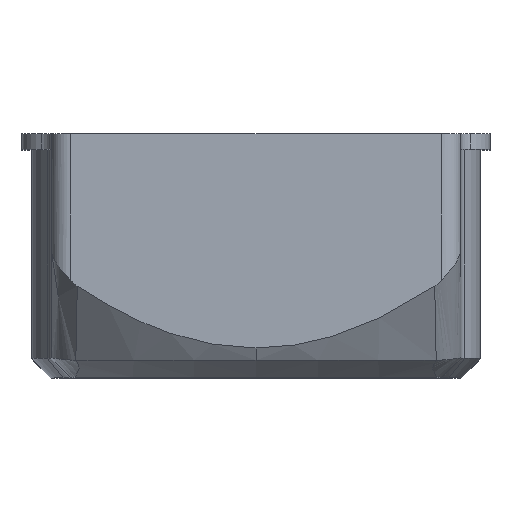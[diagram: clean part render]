
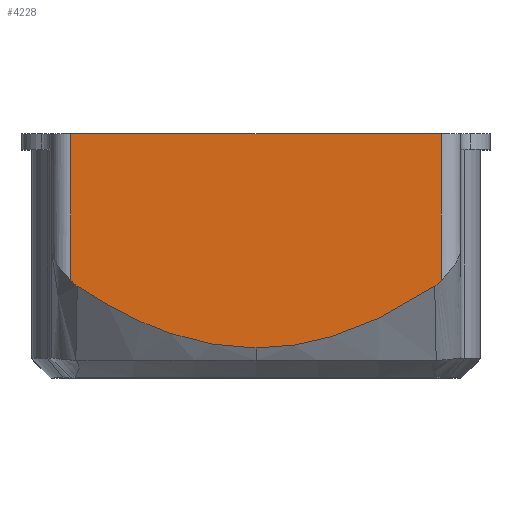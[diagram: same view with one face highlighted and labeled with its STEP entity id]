
A CAD part, top view. The second image highlights one B-rep face of the part: STEP entity #4228.
In plain terms, the highlighted planar face has unit normal (0, 0, 1).
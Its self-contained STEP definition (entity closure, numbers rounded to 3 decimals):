
#979=CARTESIAN_POINT('',(-9.5,-6.189,64.372));
#980=VERTEX_POINT('',#979);
#988=CARTESIAN_POINT('',(9.5,-6.189,64.372));
#989=VERTEX_POINT('',#988);
#990=CARTESIAN_POINT('',(9.5,-6.189,64.372));
#991=DIRECTION('',(-1.,-0.,0.));
#992=VECTOR('',#991,19.);
#993=LINE('',#990,#992);
#994=EDGE_CURVE('',#989,#980,#993,.T.);
#3103=CARTESIAN_POINT('',(0.,-17.187,64.372));
#3104=VERTEX_POINT('',#3103);
#3112=CARTESIAN_POINT('',(9.167,-14.012,64.372));
#3113=VERTEX_POINT('',#3112);
#3121=CARTESIAN_POINT('',(9.167,-14.012,64.372));
#3122=CARTESIAN_POINT('',(8.481,-14.468,64.372));
#3123=CARTESIAN_POINT('',(7.779,-14.892,64.372));
#3124=CARTESIAN_POINT('',(7.057,-15.274,64.372));
#3125=CARTESIAN_POINT('',(6.335,-15.656,64.372));
#3126=CARTESIAN_POINT('',(5.592,-15.996,64.372));
#3127=CARTESIAN_POINT('',(4.823,-16.282,64.372));
#3128=CARTESIAN_POINT('',(4.439,-16.424,64.372));
#3129=CARTESIAN_POINT('',(4.047,-16.553,64.372));
#3130=CARTESIAN_POINT('',(3.649,-16.666,64.372));
#3131=CARTESIAN_POINT('',(3.251,-16.779,64.372));
#3132=CARTESIAN_POINT('',(2.851,-16.874,64.372));
#3133=CARTESIAN_POINT('',(2.447,-16.952,64.372));
#3134=CARTESIAN_POINT('',(1.641,-17.106,64.372));
#3135=CARTESIAN_POINT('',(0.824,-17.187,64.372));
#3136=CARTESIAN_POINT('',(-0.005,-17.187,64.372));
#3137=CARTESIAN_POINT('',(-1.663,-17.186,64.372));
#3138=CARTESIAN_POINT('',(-3.257,-16.86,64.372));
#3139=CARTESIAN_POINT('',(-4.802,-16.289,64.372));
#3140=CARTESIAN_POINT('',(-5.189,-16.146,64.372));
#3141=CARTESIAN_POINT('',(-5.571,-15.989,64.372));
#3142=CARTESIAN_POINT('',(-5.946,-15.819,64.372));
#3143=CARTESIAN_POINT('',(-6.32,-15.65,64.372));
#3144=CARTESIAN_POINT('',(-6.688,-15.469,64.372));
#3145=CARTESIAN_POINT('',(-7.051,-15.277,64.372));
#3146=CARTESIAN_POINT('',(-7.776,-14.894,64.372));
#3147=CARTESIAN_POINT('',(-8.48,-14.469,64.372));
#3148=CARTESIAN_POINT('',(-9.166,-14.012,64.372));
#3149=B_SPLINE_CURVE_WITH_KNOTS('',3,(#3121,#3122,#3123,#3124,#3125,#3126,#3127,#3128,#3129,#3130,#3131,#3132,#3133,#3134,#3135,#3136,#3137,#3138,#3139,#3140,#3141,#3142,#3143,#3144,#3145,#3146,
#3147,#3148),.UNSPECIFIED.,.F.,.F.,(4,3,3,3,3,3,3,3,3,4),(0.,0.002,0.005,0.006,0.007,0.01,0.015,0.016,0.017,0.02),.UNSPECIFIED.);
#3150=EDGE_CURVE('',#3113,#3104,#3149,.T.);
#3490=CARTESIAN_POINT('',(-9.5,-13.721,64.372));
#3491=VERTEX_POINT('',#3490);
#3492=CARTESIAN_POINT('',(-9.166,-14.012,64.372));
#3493=VERTEX_POINT('',#3492);
#3494=CARTESIAN_POINT('',(-9.501,-13.723,64.372));
#3495=CARTESIAN_POINT('',(-9.451,-13.778,64.372));
#3496=CARTESIAN_POINT('',(-9.399,-13.83,64.372));
#3497=CARTESIAN_POINT('',(-9.343,-13.878,64.372));
#3498=CARTESIAN_POINT('',(-9.288,-13.927,64.372));
#3499=CARTESIAN_POINT('',(-9.228,-13.972,64.372));
#3500=CARTESIAN_POINT('',(-9.166,-14.012,64.372));
#3501=B_SPLINE_CURVE_WITH_KNOTS('',3,(#3494,#3495,#3496,#3497,#3498,#3499,#3500),.UNSPECIFIED.,.F.,.F.,(4,3,4),(0.,0.,0.),.UNSPECIFIED.);
#3502=EDGE_CURVE('',#3491,#3493,#3501,.T.);
#3660=CARTESIAN_POINT('',(9.5,-13.721,64.372));
#3661=VERTEX_POINT('',#3660);
#3702=CARTESIAN_POINT('',(9.167,-14.012,64.372));
#3703=CARTESIAN_POINT('',(9.293,-13.932,64.372));
#3704=CARTESIAN_POINT('',(9.402,-13.833,64.372));
#3705=CARTESIAN_POINT('',(9.502,-13.723,64.372));
#3706=B_SPLINE_CURVE_WITH_KNOTS('',3,(#3702,#3703,#3704,#3705),.UNSPECIFIED.,.F.,.F.,(4,4),(0.,0.),.UNSPECIFIED.);
#3707=EDGE_CURVE('',#3113,#3661,#3706,.T.);
#4174=CARTESIAN_POINT('',(10.5,-18.689,64.372));
#4175=DIRECTION('',(0.,0.,-1.));
#4176=DIRECTION('',(0.,1.,0.));
#4177=AXIS2_PLACEMENT_3D('',#4174,#4175,#4176);
#4178=PLANE('',#4177);
#4179=ORIENTED_EDGE('',*,*,#994,.T.);
#4180=CARTESIAN_POINT('',(-9.5,-6.189,64.372));
#4181=DIRECTION('',(0.,-1.,0.));
#4182=VECTOR('',#4181,7.533);
#4183=LINE('',#4180,#4182);
#4184=EDGE_CURVE('',#980,#3491,#4183,.T.);
#4185=ORIENTED_EDGE('',*,*,#4184,.T.);
#4186=ORIENTED_EDGE('',*,*,#3502,.T.);
#4187=CARTESIAN_POINT('',(9.167,-14.012,64.372));
#4188=CARTESIAN_POINT('',(8.481,-14.468,64.372));
#4189=CARTESIAN_POINT('',(7.779,-14.892,64.372));
#4190=CARTESIAN_POINT('',(7.057,-15.274,64.372));
#4191=CARTESIAN_POINT('',(6.335,-15.656,64.372));
#4192=CARTESIAN_POINT('',(5.592,-15.996,64.372));
#4193=CARTESIAN_POINT('',(4.823,-16.282,64.372));
#4194=CARTESIAN_POINT('',(4.439,-16.424,64.372));
#4195=CARTESIAN_POINT('',(4.047,-16.553,64.372));
#4196=CARTESIAN_POINT('',(3.649,-16.666,64.372));
#4197=CARTESIAN_POINT('',(3.251,-16.779,64.372));
#4198=CARTESIAN_POINT('',(2.851,-16.874,64.372));
#4199=CARTESIAN_POINT('',(2.447,-16.952,64.372));
#4200=CARTESIAN_POINT('',(1.641,-17.106,64.372));
#4201=CARTESIAN_POINT('',(0.824,-17.187,64.372));
#4202=CARTESIAN_POINT('',(-0.005,-17.187,64.372));
#4203=CARTESIAN_POINT('',(-1.663,-17.186,64.372));
#4204=CARTESIAN_POINT('',(-3.257,-16.86,64.372));
#4205=CARTESIAN_POINT('',(-4.802,-16.289,64.372));
#4206=CARTESIAN_POINT('',(-5.189,-16.146,64.372));
#4207=CARTESIAN_POINT('',(-5.571,-15.989,64.372));
#4208=CARTESIAN_POINT('',(-5.946,-15.819,64.372));
#4209=CARTESIAN_POINT('',(-6.32,-15.65,64.372));
#4210=CARTESIAN_POINT('',(-6.688,-15.469,64.372));
#4211=CARTESIAN_POINT('',(-7.051,-15.277,64.372));
#4212=CARTESIAN_POINT('',(-7.776,-14.894,64.372));
#4213=CARTESIAN_POINT('',(-8.48,-14.469,64.372));
#4214=CARTESIAN_POINT('',(-9.166,-14.012,64.372));
#4215=B_SPLINE_CURVE_WITH_KNOTS('',3,(#4187,#4188,#4189,#4190,#4191,#4192,#4193,#4194,#4195,#4196,#4197,#4198,#4199,#4200,#4201,#4202,#4203,#4204,#4205,#4206,#4207,#4208,#4209,#4210,#4211,#4212,
#4213,#4214),.UNSPECIFIED.,.F.,.F.,(4,3,3,3,3,3,3,3,3,4),(0.,0.002,0.005,0.006,0.007,0.01,0.015,0.016,0.017,0.02),.UNSPECIFIED.);
#4216=EDGE_CURVE('',#3104,#3493,#4215,.T.);
#4217=ORIENTED_EDGE('',*,*,#4216,.F.);
#4218=ORIENTED_EDGE('',*,*,#3150,.F.);
#4219=ORIENTED_EDGE('',*,*,#3707,.T.);
#4220=CARTESIAN_POINT('',(9.5,-13.721,64.372));
#4221=DIRECTION('',(0.,1.,0.));
#4222=VECTOR('',#4221,7.533);
#4223=LINE('',#4220,#4222);
#4224=EDGE_CURVE('',#3661,#989,#4223,.T.);
#4225=ORIENTED_EDGE('',*,*,#4224,.T.);
#4226=EDGE_LOOP('',(#4179,#4185,#4186,#4217,#4218,#4219,#4225));
#4227=FACE_BOUND('',#4226,.T.);
#4228=ADVANCED_FACE('',(#4227),#4178,.F.);
